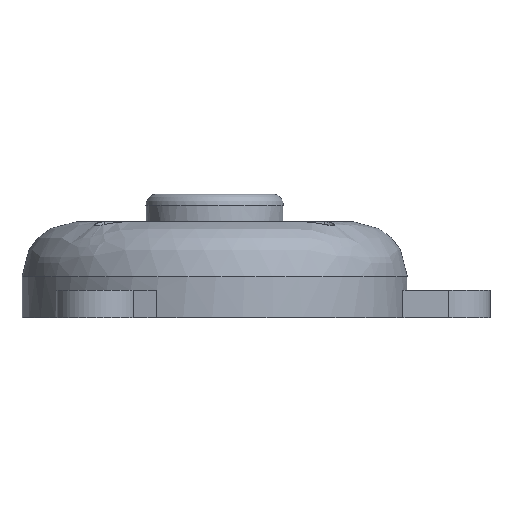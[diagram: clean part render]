
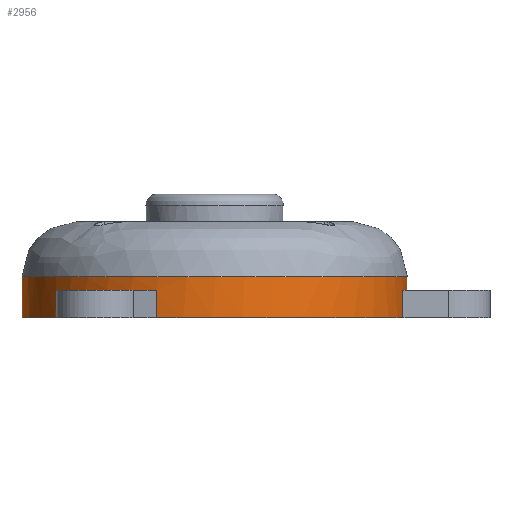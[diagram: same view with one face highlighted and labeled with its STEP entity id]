
A CAD part, left-side view. The second image highlights one B-rep face of the part: STEP entity #2956.
In plain terms, the highlighted free-form (B-spline) face has degree [2, 1] with [7, 2] control points.
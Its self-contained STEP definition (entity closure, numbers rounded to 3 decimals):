
#2065 = VERTEX_POINT('',#2066);
#2066 = CARTESIAN_POINT('',(31.754,0.,6.759));
#2072 = EDGE_CURVE('',#2065,#2065,#2073,.T.);
#2073 = ( BOUNDED_CURVE() B_SPLINE_CURVE(2,(#2074,#2075,#2076,#2077,
#2078,#2079,#2080),.UNSPECIFIED.,.T.,.F.) B_SPLINE_CURVE_WITH_KNOTS((1,2
    ,2,2,2,1),(-2.094,0.,2.094,4.189,
6.283,8.378),.UNSPECIFIED.) CURVE() 
GEOMETRIC_REPRESENTATION_ITEM() RATIONAL_B_SPLINE_CURVE((1.,0.5,1.,0.5,
1.,0.5,1.)) REPRESENTATION_ITEM('') );
#2074 = CARTESIAN_POINT('',(31.754,0.,6.759));
#2075 = CARTESIAN_POINT('',(31.754,54.999,
    6.759));
#2076 = CARTESIAN_POINT('',(-15.877,27.499,
    6.759));
#2077 = CARTESIAN_POINT('',(-63.507,0.,
    6.759));
#2078 = CARTESIAN_POINT('',(-15.877,-27.499,
    6.759));
#2079 = CARTESIAN_POINT('',(31.754,-54.999,
    6.759));
#2080 = CARTESIAN_POINT('',(31.754,0.,6.759));
#2956 = ADVANCED_FACE('',(#2957),#3064,.T.);
#2957 = FACE_BOUND('',#2958,.T.);
#2958 = EDGE_LOOP('',(#2959,#2969,#2976,#2984,#2991,#2999,#3006,#3014,
    #3021,#3029,#3036,#3044,#3051,#3057,#3062,#3063));
#2959 = ORIENTED_EDGE('',*,*,#2960,.T.);
#2960 = EDGE_CURVE('',#2961,#2963,#2965,.T.);
#2961 = VERTEX_POINT('',#2962);
#2962 = CARTESIAN_POINT('',(31.754,0.,0.));
#2963 = VERTEX_POINT('',#2964);
#2964 = CARTESIAN_POINT('',(30.263,9.615,0.));
#2965 = ( BOUNDED_CURVE() B_SPLINE_CURVE(2,(#2966,#2967,#2968),
.UNSPECIFIED.,.F.,.F.) B_SPLINE_CURVE_WITH_KNOTS((3,3),(0.,
0.308),.PIECEWISE_BEZIER_KNOTS.) CURVE() 
GEOMETRIC_REPRESENTATION_ITEM() RATIONAL_B_SPLINE_CURVE((1.,
0.988,1.)) REPRESENTATION_ITEM('') );
#2966 = CARTESIAN_POINT('',(31.754,0.,0.));
#2967 = CARTESIAN_POINT('',(31.754,4.923,0.));
#2968 = CARTESIAN_POINT('',(30.263,9.615,0.));
#2969 = ORIENTED_EDGE('',*,*,#2970,.T.);
#2970 = EDGE_CURVE('',#2963,#2971,#2973,.T.);
#2971 = VERTEX_POINT('',#2972);
#2972 = CARTESIAN_POINT('',(30.263,9.615,4.536
    ));
#2973 = B_SPLINE_CURVE_WITH_KNOTS('',1,(#2974,#2975),.UNSPECIFIED.,.F.,
  .F.,(2,2),(0.,5.),.PIECEWISE_BEZIER_KNOTS.);
#2974 = CARTESIAN_POINT('',(30.263,9.615,0.));
#2975 = CARTESIAN_POINT('',(30.263,9.615,4.536
    ));
#2976 = ORIENTED_EDGE('',*,*,#2977,.F.);
#2977 = EDGE_CURVE('',#2978,#2971,#2980,.T.);
#2978 = VERTEX_POINT('',#2979);
#2979 = CARTESIAN_POINT('',(23.458,21.401,
    4.536));
#2980 = ( BOUNDED_CURVE() B_SPLINE_CURVE(2,(#2981,#2982,#2983),
.UNSPECIFIED.,.F.,.F.) B_SPLINE_CURVE_WITH_KNOTS((3,3),(5.544,
5.976),.PIECEWISE_BEZIER_KNOTS.) CURVE() 
GEOMETRIC_REPRESENTATION_ITEM() RATIONAL_B_SPLINE_CURVE((1.,
0.977,1.)) REPRESENTATION_ITEM('') );
#2981 = CARTESIAN_POINT('',(23.458,21.401,
    4.536));
#2982 = CARTESIAN_POINT('',(28.153,16.254,
    4.536));
#2983 = CARTESIAN_POINT('',(30.263,9.615,4.536
    ));
#2984 = ORIENTED_EDGE('',*,*,#2985,.F.);
#2985 = EDGE_CURVE('',#2986,#2978,#2988,.T.);
#2986 = VERTEX_POINT('',#2987);
#2987 = CARTESIAN_POINT('',(23.458,21.401,0.));
#2988 = B_SPLINE_CURVE_WITH_KNOTS('',1,(#2989,#2990),.UNSPECIFIED.,.F.,
  .F.,(2,2),(0.,5.),.PIECEWISE_BEZIER_KNOTS.);
#2989 = CARTESIAN_POINT('',(23.458,21.401,0.));
#2990 = CARTESIAN_POINT('',(23.458,21.401,
    4.536));
#2991 = ORIENTED_EDGE('',*,*,#2992,.T.);
#2992 = EDGE_CURVE('',#2986,#2993,#2995,.T.);
#2993 = VERTEX_POINT('',#2994);
#2994 = CARTESIAN_POINT('',(-23.458,21.401,0.));
#2995 = ( BOUNDED_CURVE() B_SPLINE_CURVE(2,(#2996,#2997,#2998),
.UNSPECIFIED.,.F.,.F.) B_SPLINE_CURVE_WITH_KNOTS((3,3),(0.74,
2.402),.PIECEWISE_BEZIER_KNOTS.) CURVE() 
GEOMETRIC_REPRESENTATION_ITEM() RATIONAL_B_SPLINE_CURVE((1.,
0.674,1.)) REPRESENTATION_ITEM('') );
#2996 = CARTESIAN_POINT('',(23.458,21.401,0.));
#2997 = CARTESIAN_POINT('',(0.,47.115,0.));
#2998 = CARTESIAN_POINT('',(-23.458,21.401,0.));
#2999 = ORIENTED_EDGE('',*,*,#3000,.T.);
#3000 = EDGE_CURVE('',#2993,#3001,#3003,.T.);
#3001 = VERTEX_POINT('',#3002);
#3002 = CARTESIAN_POINT('',(-23.458,21.401,4.536
    ));
#3003 = B_SPLINE_CURVE_WITH_KNOTS('',1,(#3004,#3005),.UNSPECIFIED.,.F.,
  .F.,(2,2),(0.,5.),.PIECEWISE_BEZIER_KNOTS.);
#3004 = CARTESIAN_POINT('',(-23.458,21.401,0.));
#3005 = CARTESIAN_POINT('',(-23.458,21.401,4.536
    ));
#3006 = ORIENTED_EDGE('',*,*,#3007,.F.);
#3007 = EDGE_CURVE('',#3008,#3001,#3010,.T.);
#3008 = VERTEX_POINT('',#3009);
#3009 = CARTESIAN_POINT('',(-30.263,9.615,4.536
    ));
#3010 = ( BOUNDED_CURVE() B_SPLINE_CURVE(2,(#3011,#3012,#3013),
.UNSPECIFIED.,.F.,.F.) B_SPLINE_CURVE_WITH_KNOTS((3,3),(3.449,
3.881),.PIECEWISE_BEZIER_KNOTS.) CURVE() 
GEOMETRIC_REPRESENTATION_ITEM() RATIONAL_B_SPLINE_CURVE((1.,
0.977,1.)) REPRESENTATION_ITEM('') );
#3011 = CARTESIAN_POINT('',(-30.263,9.615,4.536
    ));
#3012 = CARTESIAN_POINT('',(-28.153,16.254,
    4.536));
#3013 = CARTESIAN_POINT('',(-23.458,21.401,4.536
    ));
#3014 = ORIENTED_EDGE('',*,*,#3015,.F.);
#3015 = EDGE_CURVE('',#3016,#3008,#3018,.T.);
#3016 = VERTEX_POINT('',#3017);
#3017 = CARTESIAN_POINT('',(-30.263,9.615,0.));
#3018 = B_SPLINE_CURVE_WITH_KNOTS('',1,(#3019,#3020),.UNSPECIFIED.,.F.,
  .F.,(2,2),(0.,5.),.PIECEWISE_BEZIER_KNOTS.);
#3019 = CARTESIAN_POINT('',(-30.263,9.615,0.));
#3020 = CARTESIAN_POINT('',(-30.263,9.615,4.536
    ));
#3021 = ORIENTED_EDGE('',*,*,#3022,.T.);
#3022 = EDGE_CURVE('',#3016,#3023,#3025,.T.);
#3023 = VERTEX_POINT('',#3024);
#3024 = CARTESIAN_POINT('',(-6.804,-31.016,0.));
#3025 = ( BOUNDED_CURVE() B_SPLINE_CURVE(2,(#3026,#3027,#3028),
.UNSPECIFIED.,.F.,.F.) B_SPLINE_CURVE_WITH_KNOTS((3,3),(2.834,
4.496),.PIECEWISE_BEZIER_KNOTS.) CURVE() 
GEOMETRIC_REPRESENTATION_ITEM() RATIONAL_B_SPLINE_CURVE((1.,
0.674,1.)) REPRESENTATION_ITEM('') );
#3026 = CARTESIAN_POINT('',(-30.263,9.615,0.));
#3027 = CARTESIAN_POINT('',(-40.803,-23.557,0.));
#3028 = CARTESIAN_POINT('',(-6.804,-31.016,0.));
#3029 = ORIENTED_EDGE('',*,*,#3030,.T.);
#3030 = EDGE_CURVE('',#3023,#3031,#3033,.T.);
#3031 = VERTEX_POINT('',#3032);
#3032 = CARTESIAN_POINT('',(-6.804,-31.016,4.536
    ));
#3033 = B_SPLINE_CURVE_WITH_KNOTS('',1,(#3034,#3035),.UNSPECIFIED.,.F.,
  .F.,(2,2),(0.,5.),.PIECEWISE_BEZIER_KNOTS.);
#3034 = CARTESIAN_POINT('',(-6.804,-31.016,0.));
#3035 = CARTESIAN_POINT('',(-6.804,-31.016,4.536
    ));
#3036 = ORIENTED_EDGE('',*,*,#3037,.F.);
#3037 = EDGE_CURVE('',#3038,#3031,#3040,.T.);
#3038 = VERTEX_POINT('',#3039);
#3039 = CARTESIAN_POINT('',(6.804,-31.016,4.536)
  );
#3040 = ( BOUNDED_CURVE() B_SPLINE_CURVE(2,(#3041,#3042,#3043),
.UNSPECIFIED.,.F.,.F.) B_SPLINE_CURVE_WITH_KNOTS((3,3),(1.355,
1.787),.PIECEWISE_BEZIER_KNOTS.) CURVE() 
GEOMETRIC_REPRESENTATION_ITEM() RATIONAL_B_SPLINE_CURVE((1.,
0.977,1.)) REPRESENTATION_ITEM('') );
#3041 = CARTESIAN_POINT('',(6.804,-31.016,4.536
    ));
#3042 = CARTESIAN_POINT('',(0.,-32.509,
    4.536));
#3043 = CARTESIAN_POINT('',(-6.804,-31.016,
    4.536));
#3044 = ORIENTED_EDGE('',*,*,#3045,.F.);
#3045 = EDGE_CURVE('',#3046,#3038,#3048,.T.);
#3046 = VERTEX_POINT('',#3047);
#3047 = CARTESIAN_POINT('',(6.804,-31.016,0.));
#3048 = B_SPLINE_CURVE_WITH_KNOTS('',1,(#3049,#3050),.UNSPECIFIED.,.F.,
  .F.,(2,2),(0.,5.),.PIECEWISE_BEZIER_KNOTS.);
#3049 = CARTESIAN_POINT('',(6.804,-31.016,0.));
#3050 = CARTESIAN_POINT('',(6.804,-31.016,4.536)
  );
#3051 = ORIENTED_EDGE('',*,*,#3052,.T.);
#3052 = EDGE_CURVE('',#3046,#2961,#3053,.T.);
#3053 = ( BOUNDED_CURVE() B_SPLINE_CURVE(2,(#3054,#3055,#3056),
.UNSPECIFIED.,.F.,.F.) B_SPLINE_CURVE_WITH_KNOTS((3,3),(4.928,
6.283),.PIECEWISE_BEZIER_KNOTS.) CURVE() 
GEOMETRIC_REPRESENTATION_ITEM() RATIONAL_B_SPLINE_CURVE((1.,
0.779,1.)) REPRESENTATION_ITEM('') );
#3054 = CARTESIAN_POINT('',(6.804,-31.016,0.));
#3055 = CARTESIAN_POINT('',(31.754,-25.543,0.));
#3056 = CARTESIAN_POINT('',(31.754,0.,0.));
#3057 = ORIENTED_EDGE('',*,*,#3058,.T.);
#3058 = EDGE_CURVE('',#2961,#2065,#3059,.T.);
#3059 = B_SPLINE_CURVE_WITH_KNOTS('',1,(#3060,#3061),.UNSPECIFIED.,.F.,
  .F.,(2,2),(0.,7.45),.PIECEWISE_BEZIER_KNOTS.);
#3060 = CARTESIAN_POINT('',(31.754,0.,0.));
#3061 = CARTESIAN_POINT('',(31.754,0.,6.759));
#3062 = ORIENTED_EDGE('',*,*,#2072,.F.);
#3063 = ORIENTED_EDGE('',*,*,#3058,.F.);
#3064 = ( BOUNDED_SURFACE() B_SPLINE_SURFACE(2,1,(
    (#3065,#3066)
    ,(#3067,#3068)
    ,(#3069,#3070)
    ,(#3071,#3072)
    ,(#3073,#3074)
    ,(#3075,#3076)
    ,(#3077,#3078
)),.UNSPECIFIED.,.T.,.F.,.F.) B_SPLINE_SURFACE_WITH_KNOTS((1,2,2,2,2,1),
  (2,2),(-2.094,0.,2.094,4.189,6.283,
    8.378),(-7.45,0.),.UNSPECIFIED.) 
GEOMETRIC_REPRESENTATION_ITEM() RATIONAL_B_SPLINE_SURFACE((
    (1.,1.)
    ,(0.5,0.5)
    ,(1.,1.)
    ,(0.5,0.5)
    ,(1.,1.)
    ,(0.5,0.5)
,(1.,1.))) REPRESENTATION_ITEM('') SURFACE() );
#3065 = CARTESIAN_POINT('',(31.754,0.,6.759));
#3066 = CARTESIAN_POINT('',(31.754,0.,0.));
#3067 = CARTESIAN_POINT('',(31.754,-54.999,
    6.759));
#3068 = CARTESIAN_POINT('',(31.754,-54.999,0.));
#3069 = CARTESIAN_POINT('',(-15.877,-27.499,
    6.759));
#3070 = CARTESIAN_POINT('',(-15.877,-27.499,0.));
#3071 = CARTESIAN_POINT('',(-63.507,0.,
    6.759));
#3072 = CARTESIAN_POINT('',(-63.507,0.,0.));
#3073 = CARTESIAN_POINT('',(-15.877,27.499,
    6.759));
#3074 = CARTESIAN_POINT('',(-15.877,27.499,0.));
#3075 = CARTESIAN_POINT('',(31.754,54.999,
    6.759));
#3076 = CARTESIAN_POINT('',(31.754,54.999,0.));
#3077 = CARTESIAN_POINT('',(31.754,0.,6.759));
#3078 = CARTESIAN_POINT('',(31.754,0.,0.));
